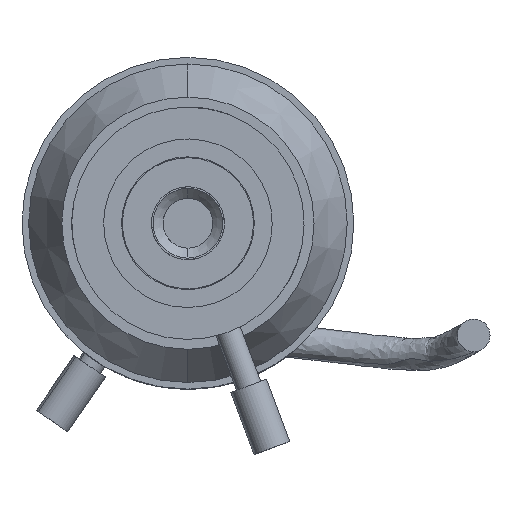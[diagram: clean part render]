
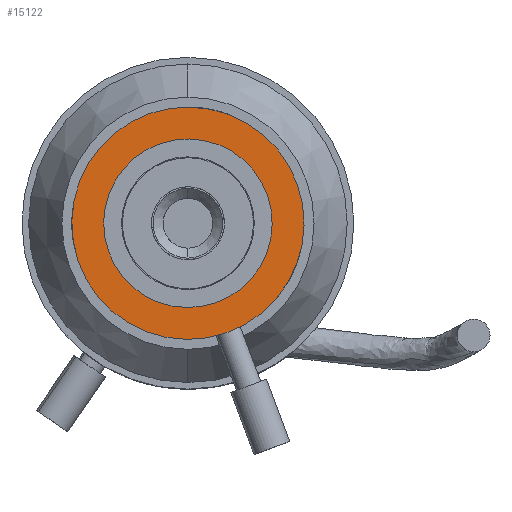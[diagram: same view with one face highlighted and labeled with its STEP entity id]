
A CAD part, left-side view. The second image highlights one B-rep face of the part: STEP entity #15122.
In plain terms, the highlighted face is planar.
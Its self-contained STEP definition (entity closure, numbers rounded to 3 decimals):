
#9051 = CARTESIAN_POINT ( 'NONE',  ( -42.018, 5.844, 8.812 ) ) ;
#9052 = DIRECTION ( 'NONE',  ( -1., 0., 0. ) ) ;
#9053 = DIRECTION ( 'NONE',  ( 0., 0., -1. ) ) ;
#9054 = CARTESIAN_POINT ( 'NONE',  ( -33.128, 5.844, 8.812 ) ) ;
#9055 = AXIS2_PLACEMENT_3D ( 'NONE', #9054, #9053, #9052 ) ;
#9056 = CIRCLE ( 'NONE', #9055, 8.89 ) ;
#9057 = CARTESIAN_POINT ( 'NONE',  ( -24.238, 5.844, 8.812 ) ) ;
#9337 = CARTESIAN_POINT ( 'NONE',  ( -39.58, 5.844, 8.812 ) ) ;
#9338 = DIRECTION ( 'NONE',  ( -1., 0., 0. ) ) ;
#9339 = DIRECTION ( 'NONE',  ( 0., 0., -1. ) ) ;
#9340 = CARTESIAN_POINT ( 'NONE',  ( -33.128, 5.844, 8.812 ) ) ;
#9341 = AXIS2_PLACEMENT_3D ( 'NONE', #9340, #9339, #9338 ) ;
#9342 = CIRCLE ( 'NONE', #9341, 6.452 ) ;
#9343 = CARTESIAN_POINT ( 'NONE',  ( -26.677, 5.844, 8.812 ) ) ;
#9391 = DIRECTION ( 'NONE',  ( -1., 0., 0. ) ) ;
#9392 = DIRECTION ( 'NONE',  ( 0., 0., -1. ) ) ;
#9393 = CARTESIAN_POINT ( 'NONE',  ( -33.128, 5.844, 8.812 ) ) ;
#9394 = AXIS2_PLACEMENT_3D ( 'NONE', #9393, #9392, #9391 ) ;
#9395 = CIRCLE ( 'NONE', #9394, 8.89 ) ;
#9416 = DIRECTION ( 'NONE',  ( 1., 0., 0. ) ) ;
#9417 = DIRECTION ( 'NONE',  ( 0., 0., 1. ) ) ;
#9418 = CARTESIAN_POINT ( 'NONE',  ( -33.128, 1.399, 8.812 ) ) ;
#9420 = AXIS2_PLACEMENT_3D ( 'NONE', #9418, #9417, #9416 ) ;
#9421 = PLANE ( 'NONE',  #9420 ) ;
#9422 = FACE_OUTER_BOUND ( 'NONE', #15100, .T. ) ;
#9423 = FACE_BOUND ( 'NONE', #15097, .T. ) ;
#9424 = DIRECTION ( 'NONE',  ( -1., 0., 0. ) ) ;
#9425 = DIRECTION ( 'NONE',  ( 0., 0., -1. ) ) ;
#9426 = CARTESIAN_POINT ( 'NONE',  ( -33.128, 5.844, 8.812 ) ) ;
#9427 = AXIS2_PLACEMENT_3D ( 'NONE', #9426, #9425, #9424 ) ;
#9428 = CIRCLE ( 'NONE', #9427, 6.452 ) ;
#14984 = VERTEX_POINT ( 'NONE', #9057 ) ;
#14986 = EDGE_CURVE ( 'NONE', #14987, #14984, #9056, .T. ) ;
#14987 = VERTEX_POINT ( 'NONE', #9051 ) ;
#15089 = VERTEX_POINT ( 'NONE', #9343 ) ;
#15091 = EDGE_CURVE ( 'NONE', #15089, #15092, #9342, .T. ) ;
#15092 = VERTEX_POINT ( 'NONE', #9337 ) ;
#15097 = EDGE_LOOP ( 'NONE', ( #15098, #15099 ) ) ;
#15098 = ORIENTED_EDGE ( 'NONE', *, *, #15121, .F. ) ;
#15099 = ORIENTED_EDGE ( 'NONE', *, *, #15091, .F. ) ;
#15100 = EDGE_LOOP ( 'NONE', ( #15101, #15102 ) ) ;
#15101 = ORIENTED_EDGE ( 'NONE', *, *, #14986, .T. ) ;
#15102 = ORIENTED_EDGE ( 'NONE', *, *, #15103, .T. ) ;
#15103 = EDGE_CURVE ( 'NONE', #14984, #14987, #9395, .T. ) ;
#15121 = EDGE_CURVE ( 'NONE', #15092, #15089, #9428, .T. ) ;
#15122 = ADVANCED_FACE ( 'NONE', ( #9423, #9422 ), #9421, .F. ) ;
